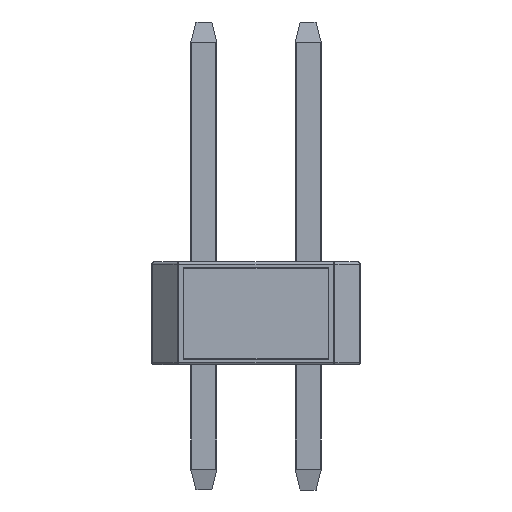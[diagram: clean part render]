
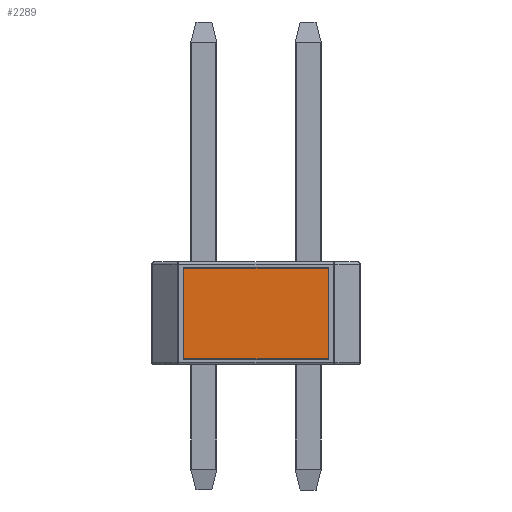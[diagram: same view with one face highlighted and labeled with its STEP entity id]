
A CAD part, left-side view. The second image highlights one B-rep face of the part: STEP entity #2289.
In plain terms, the highlighted planar face has unit normal (-1, 0, 0).
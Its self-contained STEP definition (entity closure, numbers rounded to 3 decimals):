
#338=FACE_OUTER_BOUND('',#464,.T.);
#464=EDGE_LOOP('',(#1866,#1867,#1868,#1869));
#603=LINE('',#3547,#819);
#604=LINE('',#3552,#820);
#607=LINE('',#3560,#823);
#609=LINE('',#3563,#825);
#819=VECTOR('',#2840,10.);
#820=VECTOR('',#2845,10.);
#823=VECTOR('',#2854,10.);
#825=VECTOR('',#2858,10.);
#1016=VERTEX_POINT('',#3544);
#1017=VERTEX_POINT('',#3546);
#1018=VERTEX_POINT('',#3550);
#1019=VERTEX_POINT('',#3551);
#1232=EDGE_CURVE('',#1017,#1016,#603,.T.);
#1234=EDGE_CURVE('',#1018,#1019,#604,.T.);
#1239=EDGE_CURVE('',#1016,#1018,#607,.T.);
#1241=EDGE_CURVE('',#1019,#1017,#609,.T.);
#1866=ORIENTED_EDGE('',*,*,#1239,.T.);
#1867=ORIENTED_EDGE('',*,*,#1234,.T.);
#1868=ORIENTED_EDGE('',*,*,#1241,.T.);
#1869=ORIENTED_EDGE('',*,*,#1232,.T.);
#2052=PLANE('',#2535);
#2289=ADVANCED_FACE('',(#338),#2052,.T.);
#2535=AXIS2_PLACEMENT_3D('',#3761,#3109,#3110);
#2840=DIRECTION('',(0.,1.,0.));
#2845=DIRECTION('',(0.,-1.,0.));
#2854=DIRECTION('',(0.,0.,-1.));
#2858=DIRECTION('',(0.,0.,1.));
#3109=DIRECTION('center_axis',(-1.,0.,0.));
#3110=DIRECTION('ref_axis',(0.,0.,1.));
#3544=CARTESIAN_POINT('',(-1.27,3.023,2.35));
#3546=CARTESIAN_POINT('',(-1.27,-0.488,2.35));
#3547=CARTESIAN_POINT('',(-1.27,3.023,2.35));
#3550=CARTESIAN_POINT('',(-1.27,3.023,0.15));
#3551=CARTESIAN_POINT('',(-1.27,-0.488,0.15));
#3552=CARTESIAN_POINT('',(-1.27,-0.488,0.15));
#3560=CARTESIAN_POINT('',(-1.27,3.023,0.15));
#3563=CARTESIAN_POINT('',(-1.27,-0.488,2.35));
#3761=CARTESIAN_POINT('Origin',(-1.27,1.268,1.25));
